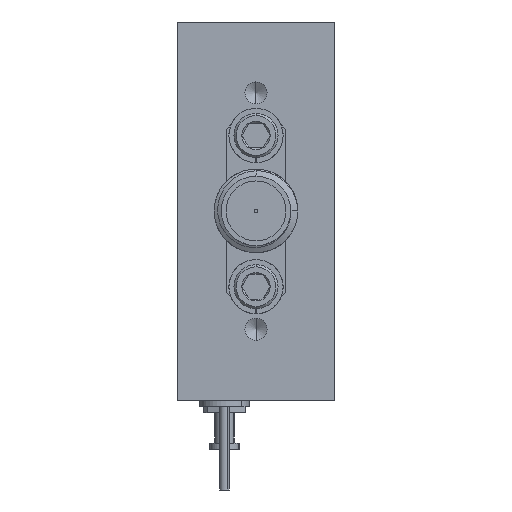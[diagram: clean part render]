
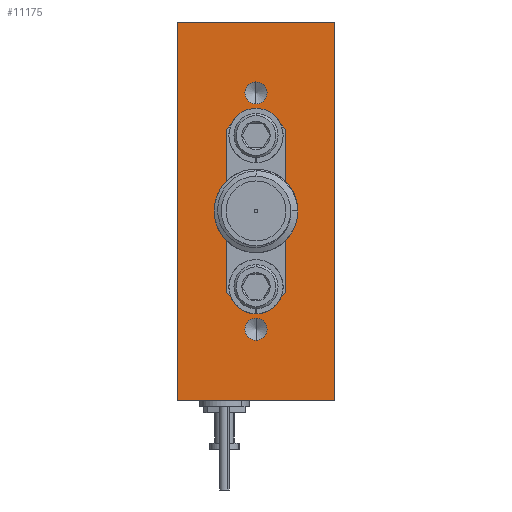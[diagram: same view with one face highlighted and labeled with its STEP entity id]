
A CAD part, left-side view. The second image highlights one B-rep face of the part: STEP entity #11175.
In plain terms, the highlighted planar face has unit normal (-1, 0, 0).
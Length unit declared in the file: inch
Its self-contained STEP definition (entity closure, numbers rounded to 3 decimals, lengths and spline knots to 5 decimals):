
#114 = CARTESIAN_POINT ( 'NONE',  ( -0.6, 0.5, 0.6 ) ) ;
#233 = AXIS2_PLACEMENT_3D ( 'NONE', #6587, #3517, #351 ) ;
#282 = CARTESIAN_POINT ( 'NONE',  ( -0.6, 0.25, 0.34 ) ) ;
#351 = DIRECTION ( 'NONE',  ( 0., 0., 1. ) ) ;
#372 = VERTEX_POINT ( 'NONE', #9444 ) ;
#390 = CARTESIAN_POINT ( 'NONE',  ( -0.6, 0.25, 0.41 ) ) ;
#521 = EDGE_LOOP ( 'NONE', ( #10653, #1225 ) ) ;
#599 = VERTEX_POINT ( 'NONE', #8600 ) ;
#637 = VERTEX_POINT ( 'NONE', #5379 ) ;
#752 = EDGE_CURVE ( 'NONE', #5397, #10904, #5161, .T. ) ;
#1035 = DIRECTION ( 'NONE',  ( 1., 0., 0. ) ) ;
#1042 = CIRCLE ( 'NONE', #2513, 0.035 ) ;
#1225 = ORIENTED_EDGE ( 'NONE', *, *, #752, .T. ) ;
#1260 = EDGE_CURVE ( 'NONE', #3340, #372, #7398, .T. ) ;
#1293 = ORIENTED_EDGE ( 'NONE', *, *, #5483, .F. ) ;
#1418 = DIRECTION ( 'NONE',  ( 0., -1., 0. ) ) ;
#1476 = VECTOR ( 'NONE', #1418, 39.37008 ) ;
#1540 = DIRECTION ( 'NONE',  ( 0., 0., 1. ) ) ;
#1582 = ORIENTED_EDGE ( 'NONE', *, *, #10868, .F. ) ;
#1605 = ORIENTED_EDGE ( 'NONE', *, *, #1260, .F. ) ;
#1680 = VERTEX_POINT ( 'NONE', #13384 ) ;
#1885 = VECTOR ( 'NONE', #11552, 39.37008 ) ;
#1935 = ORIENTED_EDGE ( 'NONE', *, *, #3906, .T. ) ;
#1936 = EDGE_CURVE ( 'NONE', #1680, #3069, #7696, .T. ) ;
#1963 = DIRECTION ( 'NONE',  ( 0., 0., 1. ) ) ;
#2072 = FACE_BOUND ( 'NONE', #2957, .T. ) ;
#2149 = DIRECTION ( 'NONE',  ( -1., 0., 0. ) ) ;
#2194 = DIRECTION ( 'NONE',  ( 0., 0., 1. ) ) ;
#2247 = VERTEX_POINT ( 'NONE', #9551 ) ;
#2259 = VERTEX_POINT ( 'NONE', #4214 ) ;
#2446 = EDGE_LOOP ( 'NONE', ( #13210, #8902, #1605, #1935 ) ) ;
#2465 = LINE ( 'NONE', #4516, #1476 ) ;
#2513 = AXIS2_PLACEMENT_3D ( 'NONE', #6705, #4637, #1540 ) ;
#2563 = FACE_BOUND ( 'NONE', #12043, .T. ) ;
#2843 = LINE ( 'NONE', #9585, #6894 ) ;
#2957 = EDGE_LOOP ( 'NONE', ( #7425, #1582 ) ) ;
#3034 = VECTOR ( 'NONE', #11572, 39.37008 ) ;
#3069 = VERTEX_POINT ( 'NONE', #7068 ) ;
#3102 = EDGE_CURVE ( 'NONE', #3069, #1680, #7016, .T. ) ;
#3248 = DIRECTION ( 'NONE',  ( 0., 0., -1. ) ) ;
#3328 = CARTESIAN_POINT ( 'NONE',  ( -0.6, 0.25, 0.0005 ) ) ;
#3340 = VERTEX_POINT ( 'NONE', #6479 ) ;
#3382 = DIRECTION ( 'NONE',  ( 0., 0., 1. ) ) ;
#3517 = DIRECTION ( 'NONE',  ( -1., 0., 0. ) ) ;
#3602 = CARTESIAN_POINT ( 'NONE',  ( -0.6, 0.25, -0.375 ) ) ;
#3906 = EDGE_CURVE ( 'NONE', #3340, #599, #2465, .T. ) ;
#4169 = AXIS2_PLACEMENT_3D ( 'NONE', #3328, #10607, #4234 ) ;
#4214 = CARTESIAN_POINT ( 'NONE',  ( -0.6, 0.25, 0.275 ) ) ;
#4234 = DIRECTION ( 'NONE',  ( 0., 0., -1. ) ) ;
#4237 = EDGE_CURVE ( 'NONE', #2259, #2247, #7662, .T. ) ;
#4295 = AXIS2_PLACEMENT_3D ( 'NONE', #6694, #10912, #7787 ) ;
#4479 = CIRCLE ( 'NONE', #5974, 0.035 ) ;
#4510 = DIRECTION ( 'NONE',  ( 0., 0., 1. ) ) ;
#4516 = CARTESIAN_POINT ( 'NONE',  ( -0.6, 0.5, -0.6 ) ) ;
#4602 = DIRECTION ( 'NONE',  ( -1., 0., 0. ) ) ;
#4637 = DIRECTION ( 'NONE',  ( -1., 0., 0. ) ) ;
#4708 = VERTEX_POINT ( 'NONE', #12268 ) ;
#5113 = DIRECTION ( 'NONE',  ( -1., 0., 0. ) ) ;
#5161 = CIRCLE ( 'NONE', #13006, 0.075 ) ;
#5178 = ORIENTED_EDGE ( 'NONE', *, *, #12515, .F. ) ;
#5193 = CARTESIAN_POINT ( 'NONE',  ( -0.6, 0.25, -0.375 ) ) ;
#5322 = EDGE_CURVE ( 'NONE', #11593, #12203, #4479, .T. ) ;
#5332 = FACE_BOUND ( 'NONE', #10882, .T. ) ;
#5379 = CARTESIAN_POINT ( 'NONE',  ( -0.6, 0.25, -0.205 ) ) ;
#5385 = CARTESIAN_POINT ( 'NONE',  ( -0.6, 0.5, 0.6 ) ) ;
#5397 = VERTEX_POINT ( 'NONE', #11703 ) ;
#5483 = EDGE_CURVE ( 'NONE', #637, #4708, #1042, .T. ) ;
#5587 = CIRCLE ( 'NONE', #4169, 0.075 ) ;
#5777 = AXIS2_PLACEMENT_3D ( 'NONE', #5193, #6265, #11598 ) ;
#5800 = EDGE_CURVE ( 'NONE', #599, #5812, #2843, .T. ) ;
#5812 = VERTEX_POINT ( 'NONE', #7636 ) ;
#5927 = CIRCLE ( 'NONE', #4295, 0.035 ) ;
#5974 = AXIS2_PLACEMENT_3D ( 'NONE', #12602, #8497, #2194 ) ;
#6119 = FACE_OUTER_BOUND ( 'NONE', #2446, .T. ) ;
#6251 = DIRECTION ( 'NONE',  ( 1., 0., 0. ) ) ;
#6265 = DIRECTION ( 'NONE',  ( -1., 0., 0. ) ) ;
#6479 = CARTESIAN_POINT ( 'NONE',  ( -0.6, 0.5, -0.6 ) ) ;
#6587 = CARTESIAN_POINT ( 'NONE',  ( -0.6, 0.25, 0.24 ) ) ;
#6654 = AXIS2_PLACEMENT_3D ( 'NONE', #9351, #2149, #1963 ) ;
#6694 = CARTESIAN_POINT ( 'NONE',  ( -0.6, 0.25, 0.375 ) ) ;
#6705 = CARTESIAN_POINT ( 'NONE',  ( -0.6, 0.25, -0.24 ) ) ;
#6894 = VECTOR ( 'NONE', #3382, 39.37008 ) ;
#7015 = AXIS2_PLACEMENT_3D ( 'NONE', #10515, #5113, #9311 ) ;
#7016 = CIRCLE ( 'NONE', #5777, 0.035 ) ;
#7068 = CARTESIAN_POINT ( 'NONE',  ( -0.6, 0.25, -0.41 ) ) ;
#7299 = CARTESIAN_POINT ( 'NONE',  ( -0.6, 0.25, 0.0005 ) ) ;
#7346 = EDGE_CURVE ( 'NONE', #10904, #5397, #5587, .T. ) ;
#7362 = PLANE ( 'NONE',  #7768 ) ;
#7398 = LINE ( 'NONE', #114, #1885 ) ;
#7425 = ORIENTED_EDGE ( 'NONE', *, *, #5322, .F. ) ;
#7636 = CARTESIAN_POINT ( 'NONE',  ( -0.6, 0., 0.6 ) ) ;
#7662 = CIRCLE ( 'NONE', #6654, 0.035 ) ;
#7696 = CIRCLE ( 'NONE', #7764, 0.035 ) ;
#7764 = AXIS2_PLACEMENT_3D ( 'NONE', #3602, #4602, #4510 ) ;
#7768 = AXIS2_PLACEMENT_3D ( 'NONE', #5385, #6251, #3248 ) ;
#7787 = DIRECTION ( 'NONE',  ( 0., 0., 1. ) ) ;
#8309 = DIRECTION ( 'NONE',  ( 0., 0., -1. ) ) ;
#8389 = CIRCLE ( 'NONE', #233, 0.035 ) ;
#8497 = DIRECTION ( 'NONE',  ( -1., 0., 0. ) ) ;
#8600 = CARTESIAN_POINT ( 'NONE',  ( -0.6, 0., -0.6 ) ) ;
#8902 = ORIENTED_EDGE ( 'NONE', *, *, #12707, .F. ) ;
#9248 = ORIENTED_EDGE ( 'NONE', *, *, #12747, .F. ) ;
#9311 = DIRECTION ( 'NONE',  ( 0., 0., 1. ) ) ;
#9348 = EDGE_LOOP ( 'NONE', ( #1293, #5178 ) ) ;
#9351 = CARTESIAN_POINT ( 'NONE',  ( -0.6, 0.25, 0.24 ) ) ;
#9444 = CARTESIAN_POINT ( 'NONE',  ( -0.6, 0.5, 0.6 ) ) ;
#9457 = FACE_BOUND ( 'NONE', #521, .T. ) ;
#9551 = CARTESIAN_POINT ( 'NONE',  ( -0.6, 0.25, 0.205 ) ) ;
#9585 = CARTESIAN_POINT ( 'NONE',  ( -0.6, 0., 0.6 ) ) ;
#10035 = CIRCLE ( 'NONE', #7015, 0.035 ) ;
#10224 = ORIENTED_EDGE ( 'NONE', *, *, #3102, .F. ) ;
#10515 = CARTESIAN_POINT ( 'NONE',  ( -0.6, 0.25, -0.24 ) ) ;
#10607 = DIRECTION ( 'NONE',  ( 1., 0., 0. ) ) ;
#10653 = ORIENTED_EDGE ( 'NONE', *, *, #7346, .T. ) ;
#10821 = CARTESIAN_POINT ( 'NONE',  ( -0.6, 0.25, 0.0755 ) ) ;
#10868 = EDGE_CURVE ( 'NONE', #12203, #11593, #5927, .T. ) ;
#10882 = EDGE_LOOP ( 'NONE', ( #12551, #9248 ) ) ;
#10904 = VERTEX_POINT ( 'NONE', #10821 ) ;
#10912 = DIRECTION ( 'NONE',  ( -1., 0., 0. ) ) ;
#11175 = ADVANCED_FACE ( 'NONE', ( #9457, #12016, #5332, #2563, #2072, #6119 ), #7362, .F. ) ;
#11552 = DIRECTION ( 'NONE',  ( 0., 0., 1. ) ) ;
#11572 = DIRECTION ( 'NONE',  ( 0., -1., 0. ) ) ;
#11593 = VERTEX_POINT ( 'NONE', #390 ) ;
#11598 = DIRECTION ( 'NONE',  ( 0., 0., 1. ) ) ;
#11703 = CARTESIAN_POINT ( 'NONE',  ( -0.6, 0.25, -0.0745 ) ) ;
#12016 = FACE_BOUND ( 'NONE', #9348, .T. ) ;
#12043 = EDGE_LOOP ( 'NONE', ( #12053, #10224 ) ) ;
#12053 = ORIENTED_EDGE ( 'NONE', *, *, #1936, .F. ) ;
#12143 = LINE ( 'NONE', #12654, #3034 ) ;
#12203 = VERTEX_POINT ( 'NONE', #282 ) ;
#12268 = CARTESIAN_POINT ( 'NONE',  ( -0.6, 0.25, -0.275 ) ) ;
#12515 = EDGE_CURVE ( 'NONE', #4708, #637, #10035, .T. ) ;
#12551 = ORIENTED_EDGE ( 'NONE', *, *, #4237, .F. ) ;
#12602 = CARTESIAN_POINT ( 'NONE',  ( -0.6, 0.25, 0.375 ) ) ;
#12654 = CARTESIAN_POINT ( 'NONE',  ( -0.6, 0.5, 0.6 ) ) ;
#12707 = EDGE_CURVE ( 'NONE', #372, #5812, #12143, .T. ) ;
#12747 = EDGE_CURVE ( 'NONE', #2247, #2259, #8389, .T. ) ;
#13006 = AXIS2_PLACEMENT_3D ( 'NONE', #7299, #1035, #8309 ) ;
#13210 = ORIENTED_EDGE ( 'NONE', *, *, #5800, .T. ) ;
#13384 = CARTESIAN_POINT ( 'NONE',  ( -0.6, 0.25, -0.34 ) ) ;
